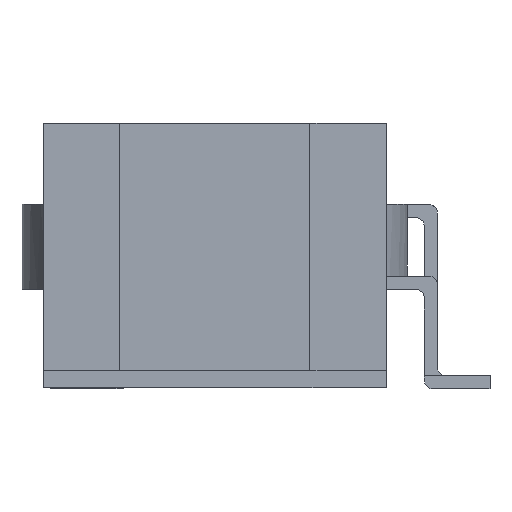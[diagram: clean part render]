
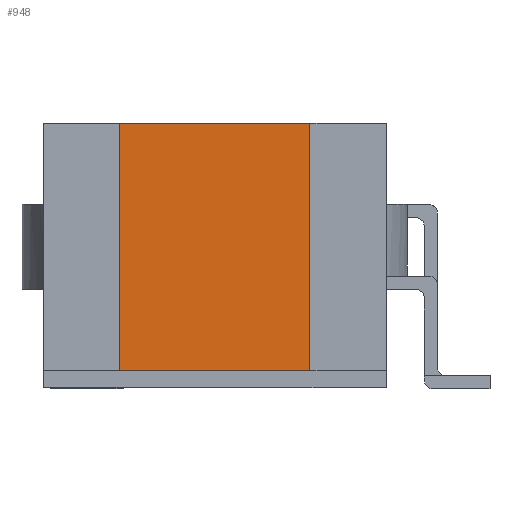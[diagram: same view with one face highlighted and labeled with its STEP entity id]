
A CAD part, left-side view. The second image highlights one B-rep face of the part: STEP entity #948.
In plain terms, the highlighted planar face has unit normal (-1, 0, 0).
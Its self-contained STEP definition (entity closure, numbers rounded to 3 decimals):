
#183 = CARTESIAN_POINT ( 'NONE',  ( -13.45, -5.5, 15.36 ) ) ;
#427 = ORIENTED_EDGE ( 'NONE', *, *, #13116, .F. ) ;
#948 = ADVANCED_FACE ( 'NONE', ( #6643 ), #18146, .F. ) ;
#2165 = ORIENTED_EDGE ( 'NONE', *, *, #11105, .F. ) ;
#5270 = LINE ( 'NONE', #23702, #24350 ) ;
#5808 = VERTEX_POINT ( 'NONE', #16141 ) ;
#6538 = DIRECTION ( 'NONE',  ( 0., 1., 0. ) ) ;
#6643 = FACE_OUTER_BOUND ( 'NONE', #22793, .T. ) ;
#7372 = CARTESIAN_POINT ( 'NONE',  ( -13.45, -1.833, 15.36 ) ) ;
#8235 = CARTESIAN_POINT ( 'NONE',  ( -13.45, 5.5, 1.06 ) ) ;
#8348 = LINE ( 'NONE', #19655, #15272 ) ;
#8516 = ORIENTED_EDGE ( 'NONE', *, *, #15695, .T. ) ;
#9077 = CARTESIAN_POINT ( 'NONE',  ( -13.45, 5.5, 15.36 ) ) ;
#11105 = EDGE_CURVE ( 'NONE', #5808, #14451, #21775, .T. ) ;
#11323 = CARTESIAN_POINT ( 'NONE',  ( -13.45, -5.5, 1.06 ) ) ;
#12464 = VECTOR ( 'NONE', #16180, 1000. ) ;
#13116 = EDGE_CURVE ( 'NONE', #14213, #5808, #8348, .T. ) ;
#14028 = CARTESIAN_POINT ( 'NONE',  ( -13.45, -5.5, 1.06 ) ) ;
#14213 = VERTEX_POINT ( 'NONE', #22675 ) ;
#14451 = VERTEX_POINT ( 'NONE', #183 ) ;
#14878 = CARTESIAN_POINT ( 'NONE',  ( -13.45, 1.833, 15.36 ) ) ;
#15272 = VECTOR ( 'NONE', #23535, 1000. ) ;
#15695 = EDGE_CURVE ( 'NONE', #14213, #16379, #5270, .T. ) ;
#16072 = DIRECTION ( 'NONE',  ( 1., 0., 0. ) ) ;
#16120 = LINE ( 'NONE', #14028, #12464 ) ;
#16141 = CARTESIAN_POINT ( 'NONE',  ( -13.45, 5.5, 15.36 ) ) ;
#16180 = DIRECTION ( 'NONE',  ( 0., 0., 1. ) ) ;
#16379 = VERTEX_POINT ( 'NONE', #11323 ) ;
#16412 = AXIS2_PLACEMENT_3D ( 'NONE', #8235, #16072, #6538 ) ;
#16596 = EDGE_CURVE ( 'NONE', #16379, #14451, #16120, .T. ) ;
#18146 = PLANE ( 'NONE',  #16412 ) ;
#19655 = CARTESIAN_POINT ( 'NONE',  ( -13.45, 5.5, 1.06 ) ) ;
#21775 = B_SPLINE_CURVE_WITH_KNOTS ( 'NONE', 3,
 ( #9077, #14878, #7372, #24636 ),
 .UNSPECIFIED., .F., .F.,
 ( 4, 4 ),
 ( 0., 1. ),
 .UNSPECIFIED. ) ;
#21980 = DIRECTION ( 'NONE',  ( 0., -1., 0. ) ) ;
#22675 = CARTESIAN_POINT ( 'NONE',  ( -13.45, 5.5, 1.06 ) ) ;
#22793 = EDGE_LOOP ( 'NONE', ( #427, #8516, #24748, #2165 ) ) ;
#23535 = DIRECTION ( 'NONE',  ( 0., 0., 1. ) ) ;
#23702 = CARTESIAN_POINT ( 'NONE',  ( -13.45, 0., 1.06 ) ) ;
#24350 = VECTOR ( 'NONE', #21980, 1000. ) ;
#24636 = CARTESIAN_POINT ( 'NONE',  ( -13.45, -5.5, 15.36 ) ) ;
#24748 = ORIENTED_EDGE ( 'NONE', *, *, #16596, .T. ) ;
